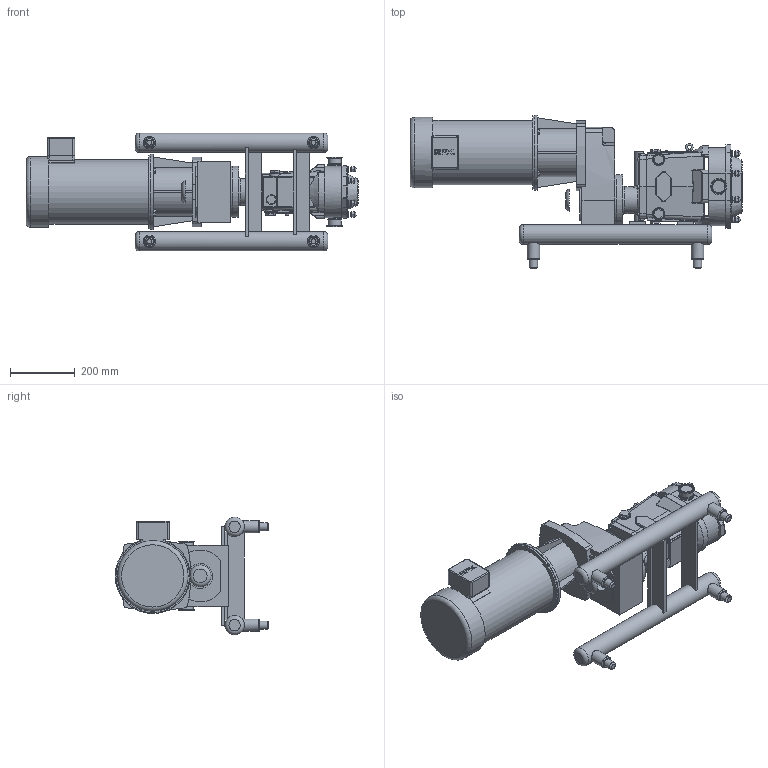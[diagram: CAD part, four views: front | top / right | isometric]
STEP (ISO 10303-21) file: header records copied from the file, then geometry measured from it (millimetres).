
FILE_DESCRIPTION(/* description */ (''),/* implementation_level */ '2;1');
FILE_NAME(/* name */ 'U2_030U2_184TC_1.5x1.5_S-Line_5HP_SM.stp',/* time_stamp */ '2020-10-20T15:37:56+05:00',/* author */ ('trtmhr'),/* organization */ (''),/* preprocessor_version */ 'ST-DEVELOPER v17',/* originating_system */ 'Autodesk Inventor 2018',/* authorisation */ '');
FILE_SCHEMA (('AUTOMOTIVE_DESIGN { 1 0 10303 214 3 1 1 }'));
Length unit declared in the file: inch
Products named in the file (1): U2_030U2_184TC_1.5x1.5_S-Line_5HP_SM
Bounding box: 1027.86 x 476.08 x 365.12 mm (x, y, z)
Volume: 35553027.4 mm3; surface area: 1426814 mm2
Topology: 6 solids, 6 shells, 1001 faces, 2594 edges, 1667 vertices
Faces by surface type: plane 469, cylinder 254, bspline 118, torus 91, cone 39, sphere 30
Full cylindrical faces by diameter (mm): 5.08 x1, 7.62 x4, 12.395 x5, 14.275 x8, 19.05 x8, 25.4 x4, 30.48 x1, 35.052 x2, 38.1 x6, 41.275 x4, 42.291 x2, 50.495 x2, 82.55 x1, 158.217 x1, 158.242 x1, 199.542 x1, 218.338 x1, 227.559 x1, 232.994 x1
Entity records: 34194 total; most frequent: CARTESIAN_POINT 9562, ORIENTED_EDGE 5176, DIRECTION 5082, EDGE_CURVE 2588, AXIS2_PLACEMENT_3D 1880, VERTEX_POINT 1667, LINE 1322, VECTOR 1322
